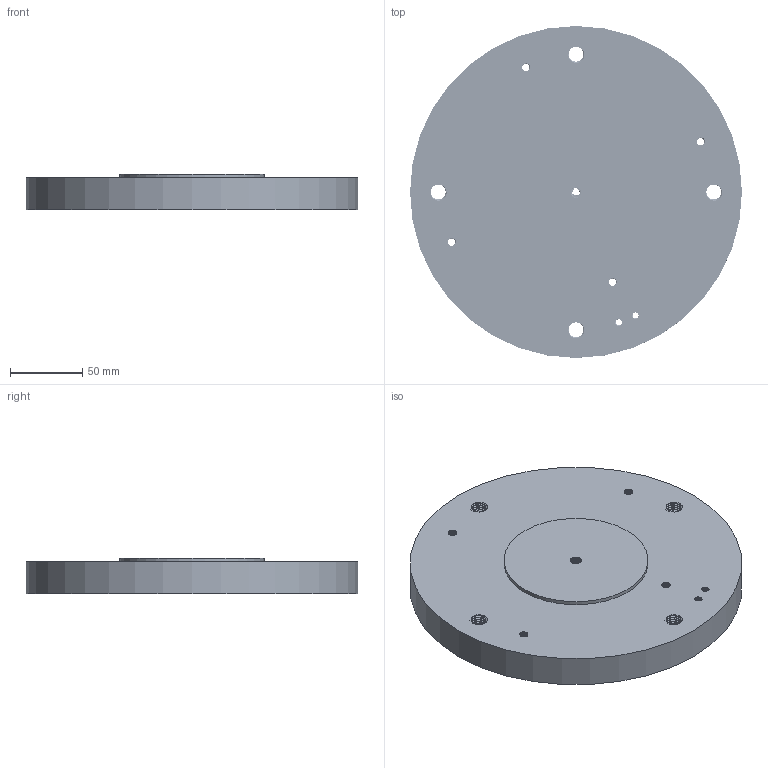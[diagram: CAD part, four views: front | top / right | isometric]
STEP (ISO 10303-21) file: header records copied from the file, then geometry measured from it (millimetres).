
FILE_DESCRIPTION(/* description */ ('STEP AP242','CAx-IF Rec.Pracs.---Representation and Presentation of Product Manufacturing Information (PMI)---4.0---2014-10-13','CAx-IF Rec.Pracs.---3D Tessellated Geometry---0.4---2014-09-14','2;1'),/* implementation_level */ '2;1');
FILE_NAME(/* name */ '66e09c6d29757b0b6ae53be8',/* time_stamp */ '2024-09-10T19:22:22Z',/* author */ (''),/* organization */ (''),/* preprocessor_version */ 'ST-DEVELOPER v20',/* originating_system */ ' ',/* authorisation */ ' ');
FILE_SCHEMA (('AP242_MANAGED_MODEL_BASED_3D_ENGINEERING_MIM_LF { 1 0 10303 442 1 1 4 }'));
Products named in the file (1): Part 1
Bounding box: 230 x 230 x 24.5 mm (x, y, z)
Volume: 907719.6 mm3; surface area: 109005.4 mm2
Topology: 1 solids, 1 shells, 57 faces, 150 edges, 100 vertices
Faces by surface type: bspline 33, cylinder 17, plane 7
Full cylindrical faces by diameter (mm): 31.5 x4, 100 x1, 230 x1
Entity records: 33090 total; most frequent: CARTESIAN_POINT 31994, ORIENTED_EDGE 288, EDGE_CURVE 144, DIRECTION 118, VERTEX_POINT 100, EDGE_LOOP 90, FACE_BOUND 90, B_SPLINE_CURVE_WITH_KNOTS 66
